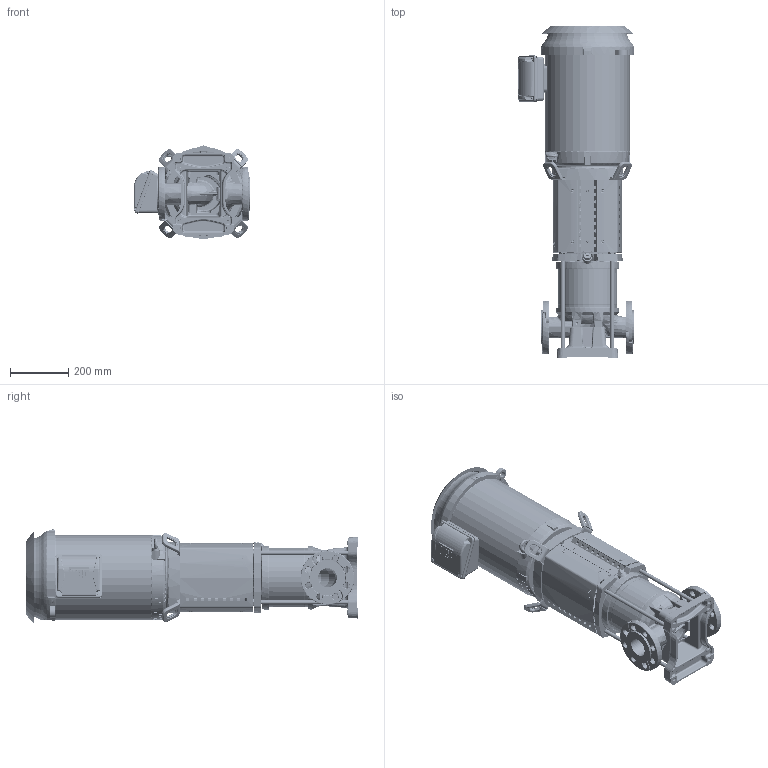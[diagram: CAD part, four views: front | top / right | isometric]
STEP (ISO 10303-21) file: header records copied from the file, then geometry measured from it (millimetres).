
FILE_DESCRIPTION(/* description */ (''),/* implementation_level */ '2;1');
FILE_NAME(/* name */ '2700877 - HELIX V190-02_1-1_A3_E_KS_N_15_3_Shrinkwrap_1.stp',/* time_stamp */ '2022-03-25T15:15:08-05:00',/* author */ ('faliszekte'),/* organization */ (''),/* preprocessor_version */ 'ST-DEVELOPER v18.1',/* originating_system */ 'Autodesk Inventor 2021',/* authorisation */ '');
FILE_SCHEMA (('AUTOMOTIVE_DESIGN { 1 0 10303 214 3 1 1 }'));
Length unit declared in the file: inch
Products named in the file (1): 2700877 - HELIX V190-02_1-1_A3_E_KS_N_15_3_Shrinkwrap_1
Bounding box: 400.85 x 1143.9 x 323.34 mm (x, y, z)
Volume: 22190601.7 mm3; surface area: 2671398.2 mm2
Topology: 3 solids, 90 shells, 5005 faces, 14770 edges, 9620 vertices
Faces by surface type: cylinder 1593, bspline 1298, plane 1210, cone 421, torus 408, sphere 75
Full cylindrical faces by diameter (mm): 0.833 x4, 2 x2, 4 x2, 4.5 x1, 4.918 x5, 6 x2, 8 x8, 8.9 x4, 9.5 x3, 10.25 x3, 14 x10, 14.376 x168, 16 x168, 16.662 x1, 17.5 x1, 18 x8, 18.64 x1, 20.813 x1, 31 x1, 47.6 x1, 76 x2, 88 x1, 110.3 x3, 114 x1, 117 x2, 119.6 x1, 200 x1, 203 x2, 204 x1, 215.9 x1
Entity records: 354500 total; most frequent: CARTESIAN_POINT 228586, ORIENTED_EDGE 26379, DIRECTION 22913, EDGE_CURVE 14681, VERTEX_POINT 9620, AXIS2_PLACEMENT_3D 8988, EDGE_LOOP 5298, FACE_OUTER_BOUND 5005
